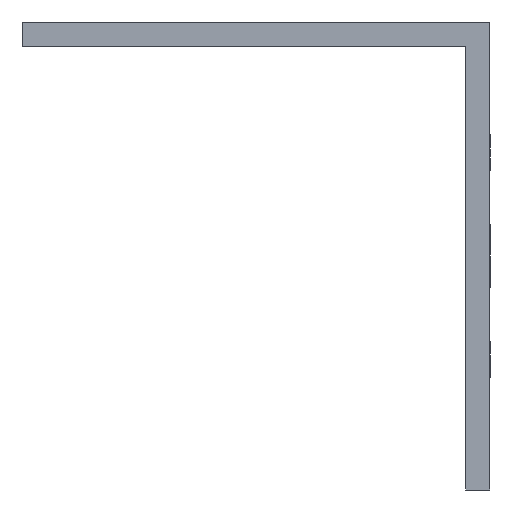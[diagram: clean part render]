
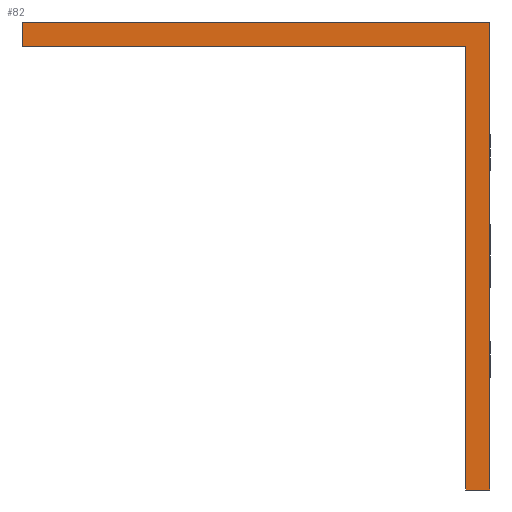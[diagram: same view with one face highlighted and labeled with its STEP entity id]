
A CAD part, front view. The second image highlights one B-rep face of the part: STEP entity #82.
In plain terms, the highlighted planar face has unit normal (0, -1, 0).
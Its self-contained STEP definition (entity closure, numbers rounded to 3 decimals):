
#82 = ADVANCED_FACE ( 'NONE', ( #2258 ), #2942, .T. ) ;
#94 = ORIENTED_EDGE ( 'NONE', *, *, #1401, .F. ) ;
#205 = CARTESIAN_POINT ( 'NONE',  ( -24., 0., 2.5 ) ) ;
#338 = VERTEX_POINT ( 'NONE', #3689 ) ;
#444 = DIRECTION ( 'NONE',  ( -1., 0., 0. ) ) ;
#491 = DIRECTION ( 'NONE',  ( 0., 0., -1. ) ) ;
#570 = ORIENTED_EDGE ( 'NONE', *, *, #778, .F. ) ;
#659 = LINE ( 'NONE', #1623, #5345 ) ;
#733 = VECTOR ( 'NONE', #4068, 1000. ) ;
#778 = EDGE_CURVE ( 'NONE', #338, #4078, #1898, .T. ) ;
#822 = EDGE_CURVE ( 'NONE', #4764, #3246, #4232, .T. ) ;
#857 = ORIENTED_EDGE ( 'NONE', *, *, #822, .F. ) ;
#907 = CARTESIAN_POINT ( 'NONE',  ( -21.5, 0., 0. ) ) ;
#940 = ORIENTED_EDGE ( 'NONE', *, *, #2455, .F. ) ;
#947 = CARTESIAN_POINT ( 'NONE',  ( 24., 0., 2.5 ) ) ;
#1038 = LINE ( 'NONE', #2773, #2933 ) ;
#1313 = CARTESIAN_POINT ( 'NONE',  ( -24., 0., 0. ) ) ;
#1396 = DIRECTION ( 'NONE',  ( 0., 0., 1. ) ) ;
#1401 = EDGE_CURVE ( 'NONE', #3246, #4200, #659, .T. ) ;
#1523 = EDGE_CURVE ( 'NONE', #1532, #4764, #3463, .T. ) ;
#1532 = VERTEX_POINT ( 'NONE', #4374 ) ;
#1623 = CARTESIAN_POINT ( 'NONE',  ( 24., 0., 2.5 ) ) ;
#1646 = DIRECTION ( 'NONE',  ( 1., 0., 0. ) ) ;
#1686 = CARTESIAN_POINT ( 'NONE',  ( 0., 0., 0. ) ) ;
#1719 = VECTOR ( 'NONE', #491, 1000. ) ;
#1836 = CARTESIAN_POINT ( 'NONE',  ( -24., 0., -45.5 ) ) ;
#1898 = LINE ( 'NONE', #3181, #733 ) ;
#1916 = EDGE_CURVE ( 'NONE', #4200, #338, #4042, .T. ) ;
#2185 = CARTESIAN_POINT ( 'NONE',  ( 21.5, 0., -45.5 ) ) ;
#2258 = FACE_OUTER_BOUND ( 'NONE', #3171, .T. ) ;
#2455 = EDGE_CURVE ( 'NONE', #4078, #1532, #1038, .T. ) ;
#2773 = CARTESIAN_POINT ( 'NONE',  ( 21.5, 0., 0. ) ) ;
#2933 = VECTOR ( 'NONE', #4953, 1000. ) ;
#2942 = PLANE ( 'NONE',  #5112 ) ;
#2982 = VECTOR ( 'NONE', #444, 1000. ) ;
#3171 = EDGE_LOOP ( 'NONE', ( #857, #4429, #940, #570, #3177, #94 ) ) ;
#3177 = ORIENTED_EDGE ( 'NONE', *, *, #1916, .F. ) ;
#3181 = CARTESIAN_POINT ( 'NONE',  ( 21.5, 0., -45.5 ) ) ;
#3246 = VERTEX_POINT ( 'NONE', #205 ) ;
#3463 = LINE ( 'NONE', #907, #2982 ) ;
#3537 = VECTOR ( 'NONE', #1396, 1000. ) ;
#3689 = CARTESIAN_POINT ( 'NONE',  ( 24., 0., -45.5 ) ) ;
#4042 = LINE ( 'NONE', #4366, #1719 ) ;
#4068 = DIRECTION ( 'NONE',  ( -1., 0., 0. ) ) ;
#4078 = VERTEX_POINT ( 'NONE', #2185 ) ;
#4200 = VERTEX_POINT ( 'NONE', #947 ) ;
#4232 = LINE ( 'NONE', #1836, #3537 ) ;
#4366 = CARTESIAN_POINT ( 'NONE',  ( 24., 0., -45.5 ) ) ;
#4374 = CARTESIAN_POINT ( 'NONE',  ( 21.5, 0., 0. ) ) ;
#4429 = ORIENTED_EDGE ( 'NONE', *, *, #1523, .F. ) ;
#4700 = DIRECTION ( 'NONE',  ( 0., -1., 0. ) ) ;
#4764 = VERTEX_POINT ( 'NONE', #1313 ) ;
#4766 = DIRECTION ( 'NONE',  ( 0., 0., -1. ) ) ;
#4953 = DIRECTION ( 'NONE',  ( 0., 0., 1. ) ) ;
#5112 = AXIS2_PLACEMENT_3D ( 'NONE', #1686, #4700, #4766 ) ;
#5345 = VECTOR ( 'NONE', #1646, 1000. ) ;
